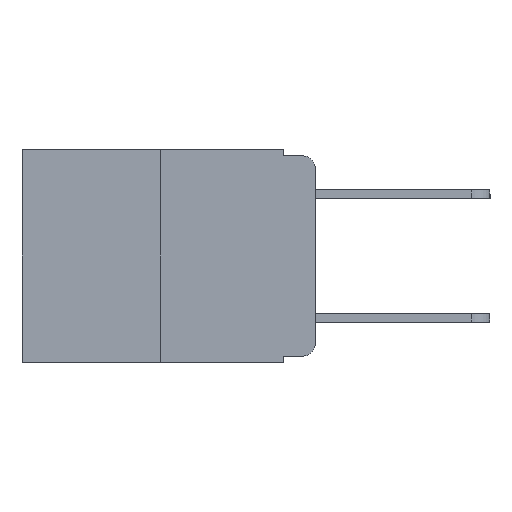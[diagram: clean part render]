
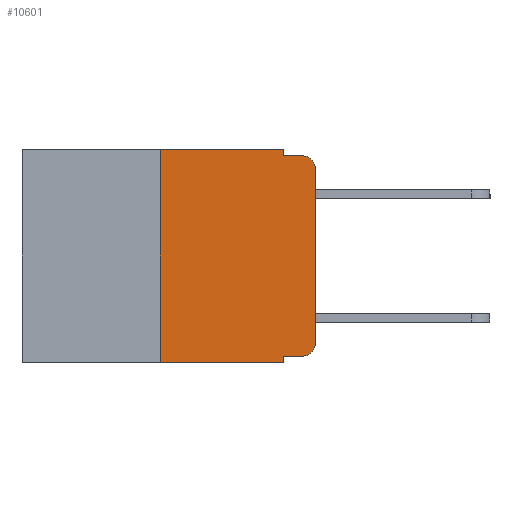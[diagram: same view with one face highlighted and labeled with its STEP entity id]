
A CAD part, left-side view. The second image highlights one B-rep face of the part: STEP entity #10601.
In plain terms, the highlighted planar face has unit normal (-1, 0, 0).
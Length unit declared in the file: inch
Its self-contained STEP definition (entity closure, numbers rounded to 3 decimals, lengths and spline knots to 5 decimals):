
#195 = DIRECTION ( 'NONE',  ( 0., 0., -1. ) ) ;
#809 = VERTEX_POINT ( 'NONE', #12651 ) ;
#891 = AXIS2_PLACEMENT_3D ( 'NONE', #6614, #12856, #7623 ) ;
#1111 = CARTESIAN_POINT ( 'NONE',  ( 0., 0.473, 0. ) ) ;
#1411 = ORIENTED_EDGE ( 'NONE', *, *, #5945, .T. ) ;
#1473 = CARTESIAN_POINT ( 'NONE',  ( 0., 0., -0.313 ) ) ;
#1628 = ORIENTED_EDGE ( 'NONE', *, *, #4517, .F. ) ;
#1791 = ORIENTED_EDGE ( 'NONE', *, *, #6079, .T. ) ;
#1824 = CARTESIAN_POINT ( 'NONE',  ( 0., 0.051, -0.343 ) ) ;
#1847 = VECTOR ( 'NONE', #4452, 39.37008 ) ;
#1924 = DIRECTION ( 'NONE',  ( 0., -1., 0. ) ) ;
#2264 = DIRECTION ( 'NONE',  ( 1., 0., 0. ) ) ;
#2528 = VERTEX_POINT ( 'NONE', #3888 ) ;
#2580 = DIRECTION ( 'NONE',  ( 0., -1., 0. ) ) ;
#2658 = VERTEX_POINT ( 'NONE', #1824 ) ;
#2815 = ORIENTED_EDGE ( 'NONE', *, *, #3709, .T. ) ;
#2936 = CARTESIAN_POINT ( 'NONE',  ( 0., 0.051, -0.333 ) ) ;
#2981 = ORIENTED_EDGE ( 'NONE', *, *, #4356, .T. ) ;
#3081 = VERTEX_POINT ( 'NONE', #1473 ) ;
#3082 = CIRCLE ( 'NONE', #8015, 0.02 ) ;
#3246 = VERTEX_POINT ( 'NONE', #2936 ) ;
#3270 = LINE ( 'NONE', #11225, #10949 ) ;
#3381 = LINE ( 'NONE', #4322, #11347 ) ;
#3384 = CARTESIAN_POINT ( 'NONE',  ( 0., 0.25, 0. ) ) ;
#3428 = VERTEX_POINT ( 'NONE', #6722 ) ;
#3691 = VERTEX_POINT ( 'NONE', #10965 ) ;
#3709 = EDGE_CURVE ( 'NONE', #3246, #3691, #11116, .T. ) ;
#3888 = CARTESIAN_POINT ( 'NONE',  ( 0., 0.051, 0. ) ) ;
#3918 = VECTOR ( 'NONE', #1924, 39.37008 ) ;
#3996 = CARTESIAN_POINT ( 'NONE',  ( 0., 0.051, -0.333 ) ) ;
#4017 = ORIENTED_EDGE ( 'NONE', *, *, #4855, .F. ) ;
#4269 = DIRECTION ( 'NONE',  ( 0., 0., 1. ) ) ;
#4322 = CARTESIAN_POINT ( 'NONE',  ( 0., 0., 0. ) ) ;
#4356 = EDGE_CURVE ( 'NONE', #3691, #3081, #4466, .T. ) ;
#4431 = DIRECTION ( 'NONE',  ( -1., 0., 0. ) ) ;
#4452 = DIRECTION ( 'NONE',  ( 0., -1., 0. ) ) ;
#4466 = CIRCLE ( 'NONE', #891, 0.02 ) ;
#4517 = EDGE_CURVE ( 'NONE', #3246, #2658, #8117, .T. ) ;
#4770 = CARTESIAN_POINT ( 'NONE',  ( 0., 0.473, -0.343 ) ) ;
#4855 = EDGE_CURVE ( 'NONE', #9947, #6927, #3270, .T. ) ;
#4912 = VERTEX_POINT ( 'NONE', #8645 ) ;
#5189 = EDGE_CURVE ( 'NONE', #6927, #2528, #7479, .T. ) ;
#5257 = EDGE_CURVE ( 'NONE', #2528, #809, #12840, .T. ) ;
#5298 = EDGE_CURVE ( 'NONE', #809, #4912, #12369, .T. ) ;
#5492 = DIRECTION ( 'NONE',  ( 0., 0., -1. ) ) ;
#5726 = EDGE_CURVE ( 'NONE', #3428, #4912, #3082, .T. ) ;
#5871 = CARTESIAN_POINT ( 'NONE',  ( 0., 0.051, 0. ) ) ;
#5945 = EDGE_CURVE ( 'NONE', #3081, #3428, #3381, .T. ) ;
#6079 = EDGE_CURVE ( 'NONE', #9947, #2658, #8540, .T. ) ;
#6258 = DIRECTION ( 'NONE',  ( 0., -1., 0. ) ) ;
#6614 = CARTESIAN_POINT ( 'NONE',  ( 0., 0.02, -0.313 ) ) ;
#6722 = CARTESIAN_POINT ( 'NONE',  ( 0., 0., -0.03 ) ) ;
#6927 = VERTEX_POINT ( 'NONE', #3384 ) ;
#7088 = FACE_OUTER_BOUND ( 'NONE', #7171, .T. ) ;
#7171 = EDGE_LOOP ( 'NONE', ( #1411, #8884, #9335, #8275, #10125, #4017, #1791, #1628, #2815, #2981 ) ) ;
#7479 = LINE ( 'NONE', #12704, #3918 ) ;
#7559 = AXIS2_PLACEMENT_3D ( 'NONE', #1111, #2264, #9562 ) ;
#7623 = DIRECTION ( 'NONE',  ( 0., 0., -1. ) ) ;
#7649 = PLANE ( 'NONE',  #7559 ) ;
#8015 = AXIS2_PLACEMENT_3D ( 'NONE', #10447, #4431, #11318 ) ;
#8117 = LINE ( 'NONE', #5871, #9989 ) ;
#8275 = ORIENTED_EDGE ( 'NONE', *, *, #5257, .F. ) ;
#8540 = LINE ( 'NONE', #4770, #10663 ) ;
#8645 = CARTESIAN_POINT ( 'NONE',  ( 0., 0.02, -0.01 ) ) ;
#8758 = VECTOR ( 'NONE', #6258, 39.37008 ) ;
#8884 = ORIENTED_EDGE ( 'NONE', *, *, #5726, .T. ) ;
#9335 = ORIENTED_EDGE ( 'NONE', *, *, #5298, .F. ) ;
#9485 = DIRECTION ( 'NONE',  ( 0., 0., 1. ) ) ;
#9562 = DIRECTION ( 'NONE',  ( 0., 0., -1. ) ) ;
#9947 = VERTEX_POINT ( 'NONE', #11042 ) ;
#9989 = VECTOR ( 'NONE', #195, 39.37008 ) ;
#10125 = ORIENTED_EDGE ( 'NONE', *, *, #5189, .F. ) ;
#10447 = CARTESIAN_POINT ( 'NONE',  ( 0., 0.02, -0.03 ) ) ;
#10461 = CARTESIAN_POINT ( 'NONE',  ( 0., 0.051, -0.01 ) ) ;
#10601 = ADVANCED_FACE ( 'NONE', ( #7088 ), #7649, .F. ) ;
#10663 = VECTOR ( 'NONE', #2580, 39.37008 ) ;
#10694 = VECTOR ( 'NONE', #5492, 39.37008 ) ;
#10949 = VECTOR ( 'NONE', #9485, 39.37008 ) ;
#10965 = CARTESIAN_POINT ( 'NONE',  ( 0., 0.02, -0.333 ) ) ;
#11042 = CARTESIAN_POINT ( 'NONE',  ( 0., 0.25, -0.343 ) ) ;
#11116 = LINE ( 'NONE', #3996, #8758 ) ;
#11225 = CARTESIAN_POINT ( 'NONE',  ( 0., 0.25, 0. ) ) ;
#11318 = DIRECTION ( 'NONE',  ( 0., 0., -1. ) ) ;
#11347 = VECTOR ( 'NONE', #4269, 39.37008 ) ;
#12369 = LINE ( 'NONE', #10461, #1847 ) ;
#12651 = CARTESIAN_POINT ( 'NONE',  ( 0., 0.051, -0.01 ) ) ;
#12704 = CARTESIAN_POINT ( 'NONE',  ( 0., 0.473, 0. ) ) ;
#12800 = CARTESIAN_POINT ( 'NONE',  ( 0., 0.051, 0. ) ) ;
#12840 = LINE ( 'NONE', #12800, #10694 ) ;
#12856 = DIRECTION ( 'NONE',  ( -1., 0., 0. ) ) ;
